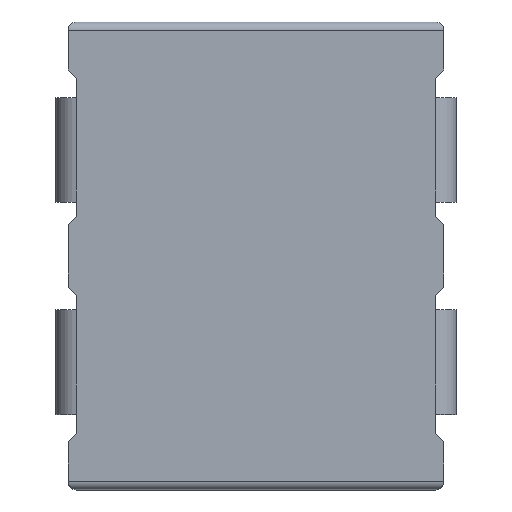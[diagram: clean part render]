
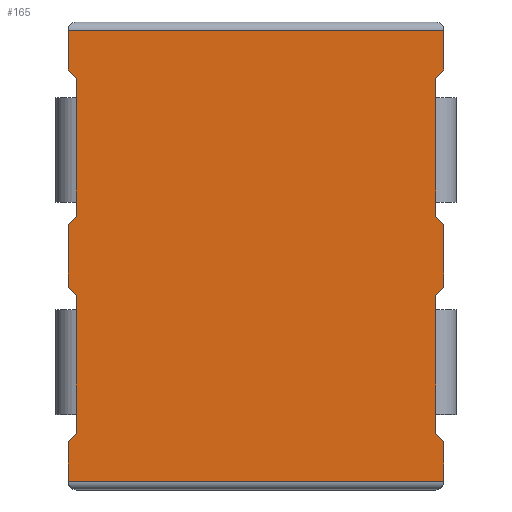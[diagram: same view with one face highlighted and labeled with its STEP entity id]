
A CAD part, top view. The second image highlights one B-rep face of the part: STEP entity #165.
In plain terms, the highlighted planar face has unit normal (0, 0, 1).
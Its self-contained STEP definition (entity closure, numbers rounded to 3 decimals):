
#165 = ADVANCED_FACE( '', ( #360 ), #361, .T. );
#360 = FACE_OUTER_BOUND( '', #596, .T. );
#361 = PLANE( '', #597 );
#596 = EDGE_LOOP( '', ( #863, #864, #865, #866, #867, #868, #869, #870, #871, #872, #873, #874, #875, #876, #877, #878, #879, #880, #881, #882 ) );
#597 = AXIS2_PLACEMENT_3D( '', #883, #884, #885 );
#863 = ORIENTED_EDGE( '', *, *, #1528, .T. );
#864 = ORIENTED_EDGE( '', *, *, #1535, .T. );
#865 = ORIENTED_EDGE( '', *, *, #1536, .T. );
#866 = ORIENTED_EDGE( '', *, *, #1537, .T. );
#867 = ORIENTED_EDGE( '', *, *, #1538, .F. );
#868 = ORIENTED_EDGE( '', *, *, #1508, .T. );
#869 = ORIENTED_EDGE( '', *, *, #1539, .T. );
#870 = ORIENTED_EDGE( '', *, *, #1540, .T. );
#871 = ORIENTED_EDGE( '', *, *, #1517, .T. );
#872 = ORIENTED_EDGE( '', *, *, #1541, .T. );
#873 = ORIENTED_EDGE( '', *, *, #1542, .T. );
#874 = ORIENTED_EDGE( '', *, *, #1543, .T. );
#875 = ORIENTED_EDGE( '', *, *, #1544, .T. );
#876 = ORIENTED_EDGE( '', *, *, #1545, .T. );
#877 = ORIENTED_EDGE( '', *, *, #1546, .F. );
#878 = ORIENTED_EDGE( '', *, *, #1547, .T. );
#879 = ORIENTED_EDGE( '', *, *, #1548, .T. );
#880 = ORIENTED_EDGE( '', *, *, #1549, .T. );
#881 = ORIENTED_EDGE( '', *, *, #1550, .T. );
#882 = ORIENTED_EDGE( '', *, *, #1521, .T. );
#883 = CARTESIAN_POINT( '', ( -2.25, -2.8, 1.25 ) );
#884 = DIRECTION( '', ( 0., 0., 1. ) );
#885 = DIRECTION( '', ( 1., 0., 0. ) );
#1508 = EDGE_CURVE( '', #1794, #1795, #1796, .F. );
#1517 = EDGE_CURVE( '', #1805, #1810, #1812, .T. );
#1521 = EDGE_CURVE( '', #1819, #1817, #1820, .T. );
#1528 = EDGE_CURVE( '', #1817, #1829, #1831, .T. );
#1535 = EDGE_CURVE( '', #1829, #1785, #1842, .T. );
#1536 = EDGE_CURVE( '', #1785, #1843, #1844, .T. );
#1537 = EDGE_CURVE( '', #1843, #1845, #1846, .T. );
#1538 = EDGE_CURVE( '', #1794, #1845, #1847, .T. );
#1539 = EDGE_CURVE( '', #1795, #1848, #1849, .T. );
#1540 = EDGE_CURVE( '', #1848, #1805, #1850, .T. );
#1541 = EDGE_CURVE( '', #1810, #1851, #1852, .T. );
#1542 = EDGE_CURVE( '', #1851, #1853, #1854, .T. );
#1543 = EDGE_CURVE( '', #1853, #1855, #1856, .T. );
#1544 = EDGE_CURVE( '', #1855, #1857, #1858, .T. );
#1545 = EDGE_CURVE( '', #1857, #1859, #1860, .T. );
#1546 = EDGE_CURVE( '', #1861, #1859, #1862, .T. );
#1547 = EDGE_CURVE( '', #1861, #1863, #1864, .F. );
#1548 = EDGE_CURVE( '', #1863, #1865, #1866, .T. );
#1549 = EDGE_CURVE( '', #1865, #1867, #1868, .T. );
#1550 = EDGE_CURVE( '', #1867, #1819, #1869, .T. );
#1785 = VERTEX_POINT( '', #2195 );
#1794 = VERTEX_POINT( '', #2206 );
#1795 = VERTEX_POINT( '', #2207 );
#1796 = LINE( '', #2208, #2209 );
#1805 = VERTEX_POINT( '', #2221 );
#1810 = VERTEX_POINT( '', #2228 );
#1812 = LINE( '', #2231, #2232 );
#1817 = VERTEX_POINT( '', #2238 );
#1819 = VERTEX_POINT( '', #2241 );
#1820 = LINE( '', #2242, #2243 );
#1829 = VERTEX_POINT( '', #2256 );
#1831 = LINE( '', #2259, #2260 );
#1842 = LINE( '', #2273, #2274 );
#1843 = VERTEX_POINT( '', #2275 );
#1844 = LINE( '', #2276, #2277 );
#1845 = VERTEX_POINT( '', #2278 );
#1846 = LINE( '', #2279, #2280 );
#1847 = LINE( '', #2281, #2282 );
#1848 = VERTEX_POINT( '', #2283 );
#1849 = LINE( '', #2284, #2285 );
#1850 = LINE( '', #2286, #2287 );
#1851 = VERTEX_POINT( '', #2288 );
#1852 = LINE( '', #2289, #2290 );
#1853 = VERTEX_POINT( '', #2291 );
#1854 = LINE( '', #2292, #2293 );
#1855 = VERTEX_POINT( '', #2294 );
#1856 = LINE( '', #2295, #2296 );
#1857 = VERTEX_POINT( '', #2297 );
#1858 = LINE( '', #2298, #2299 );
#1859 = VERTEX_POINT( '', #2300 );
#1860 = LINE( '', #2301, #2302 );
#1861 = VERTEX_POINT( '', #2303 );
#1862 = LINE( '', #2304, #2305 );
#1863 = VERTEX_POINT( '', #2306 );
#1864 = LINE( '', #2307, #2308 );
#1865 = VERTEX_POINT( '', #2309 );
#1866 = LINE( '', #2310, #2311 );
#1867 = VERTEX_POINT( '', #2312 );
#1868 = LINE( '', #2313, #2314 );
#1869 = LINE( '', #2315, #2316 );
#2195 = CARTESIAN_POINT( '', ( -2.25, 2.7, 1.25 ) );
#2206 = CARTESIAN_POINT( '', ( -2.15, 0.475, 1.25 ) );
#2207 = CARTESIAN_POINT( '', ( -2.25, 0.375, 1.25 ) );
#2208 = CARTESIAN_POINT( '', ( -3.838, -1.213, 1.25 ) );
#2209 = VECTOR( '', #2746, 1000. );
#2221 = CARTESIAN_POINT( '', ( -2.15, -0.475, 1.25 ) );
#2228 = CARTESIAN_POINT( '', ( -2.15, -2.125, 1.25 ) );
#2231 = CARTESIAN_POINT( '', ( -2.15, -2.8, 1.25 ) );
#2232 = VECTOR( '', #2756, 1000. );
#2238 = CARTESIAN_POINT( '', ( 2.25, 2.225, 1.25 ) );
#2241 = CARTESIAN_POINT( '', ( 2.15, 2.125, 1.25 ) );
#2242 = CARTESIAN_POINT( '', ( -2.513, -2.538, 1.25 ) );
#2243 = VECTOR( '', #2759, 1000. );
#2256 = CARTESIAN_POINT( '', ( 2.25, 2.7, 1.25 ) );
#2259 = CARTESIAN_POINT( '', ( 2.25, -2.8, 1.25 ) );
#2260 = VECTOR( '', #2765, 1000. );
#2273 = CARTESIAN_POINT( '', ( -2.25, 2.7, 1.25 ) );
#2274 = VECTOR( '', #2774, 1000. );
#2275 = CARTESIAN_POINT( '', ( -2.25, 2.225, 1.25 ) );
#2276 = CARTESIAN_POINT( '', ( -2.25, 2.8, 1.25 ) );
#2277 = VECTOR( '', #2775, 1000. );
#2278 = CARTESIAN_POINT( '', ( -2.15, 2.125, 1.25 ) );
#2279 = CARTESIAN_POINT( '', ( 0.263, -0.288, 1.25 ) );
#2280 = VECTOR( '', #2776, 1000. );
#2281 = CARTESIAN_POINT( '', ( -2.15, -2.8, 1.25 ) );
#2282 = VECTOR( '', #2777, 1000. );
#2283 = CARTESIAN_POINT( '', ( -2.25, -0.375, 1.25 ) );
#2284 = CARTESIAN_POINT( '', ( -2.25, 2.8, 1.25 ) );
#2285 = VECTOR( '', #2778, 1000. );
#2286 = CARTESIAN_POINT( '', ( -1.038, -1.588, 1.25 ) );
#2287 = VECTOR( '', #2779, 1000. );
#2288 = CARTESIAN_POINT( '', ( -2.25, -2.225, 1.25 ) );
#2289 = CARTESIAN_POINT( '', ( -2.538, -2.513, 1.25 ) );
#2290 = VECTOR( '', #2780, 1000. );
#2291 = CARTESIAN_POINT( '', ( -2.25, -2.7, 1.25 ) );
#2292 = CARTESIAN_POINT( '', ( -2.25, 2.8, 1.25 ) );
#2293 = VECTOR( '', #2781, 1000. );
#2294 = CARTESIAN_POINT( '', ( 2.25, -2.7, 1.25 ) );
#2295 = CARTESIAN_POINT( '', ( 2.25, -2.7, 1.25 ) );
#2296 = VECTOR( '', #2782, 1000. );
#2297 = CARTESIAN_POINT( '', ( 2.25, -2.225, 1.25 ) );
#2298 = CARTESIAN_POINT( '', ( 2.25, -2.8, 1.25 ) );
#2299 = VECTOR( '', #2783, 1000. );
#2300 = CARTESIAN_POINT( '', ( 2.15, -2.125, 1.25 ) );
#2301 = CARTESIAN_POINT( '', ( 0.288, -0.263, 1.25 ) );
#2302 = VECTOR( '', #2784, 1000. );
#2303 = CARTESIAN_POINT( '', ( 2.15, -0.475, 1.25 ) );
#2304 = CARTESIAN_POINT( '', ( 2.15, -2.8, 1.25 ) );
#2305 = VECTOR( '', #2785, 1000. );
#2306 = CARTESIAN_POINT( '', ( 2.25, -0.375, 1.25 ) );
#2307 = CARTESIAN_POINT( '', ( -1.213, -3.838, 1.25 ) );
#2308 = VECTOR( '', #2786, 1000. );
#2309 = CARTESIAN_POINT( '', ( 2.25, 0.375, 1.25 ) );
#2310 = CARTESIAN_POINT( '', ( 2.25, -2.8, 1.25 ) );
#2311 = VECTOR( '', #2787, 1000. );
#2312 = CARTESIAN_POINT( '', ( 2.15, 0.475, 1.25 ) );
#2313 = CARTESIAN_POINT( '', ( 1.588, 1.038, 1.25 ) );
#2314 = VECTOR( '', #2788, 1000. );
#2315 = CARTESIAN_POINT( '', ( 2.15, -2.8, 1.25 ) );
#2316 = VECTOR( '', #2789, 1000. );
#2746 = DIRECTION( '', ( 0.707, 0.707, 0. ) );
#2756 = DIRECTION( '', ( 0., -1., 0. ) );
#2759 = DIRECTION( '', ( 0.707, 0.707, 0. ) );
#2765 = DIRECTION( '', ( 0., 1., 0. ) );
#2774 = DIRECTION( '', ( -1., 0., 0. ) );
#2775 = DIRECTION( '', ( 0., -1., 0. ) );
#2776 = DIRECTION( '', ( 0.707, -0.707, 0. ) );
#2777 = DIRECTION( '', ( 0., 1., 0. ) );
#2778 = DIRECTION( '', ( 0., -1., 0. ) );
#2779 = DIRECTION( '', ( 0.707, -0.707, 0. ) );
#2780 = DIRECTION( '', ( -0.707, -0.707, 0. ) );
#2781 = DIRECTION( '', ( 0., -1., 0. ) );
#2782 = DIRECTION( '', ( 1., 0., 0. ) );
#2783 = DIRECTION( '', ( 0., 1., 0. ) );
#2784 = DIRECTION( '', ( -0.707, 0.707, 0. ) );
#2785 = DIRECTION( '', ( 0., -1., 0. ) );
#2786 = DIRECTION( '', ( -0.707, -0.707, 0. ) );
#2787 = DIRECTION( '', ( 0., 1., 0. ) );
#2788 = DIRECTION( '', ( -0.707, 0.707, 0. ) );
#2789 = DIRECTION( '', ( 0., 1., 0. ) );
